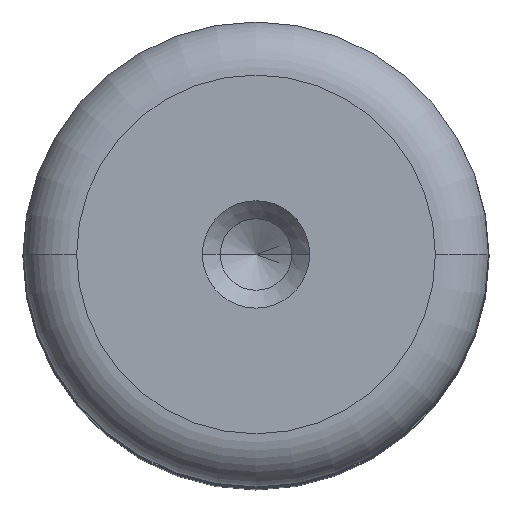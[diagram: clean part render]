
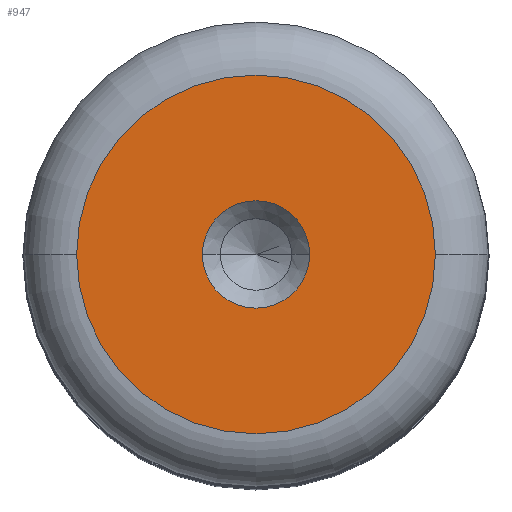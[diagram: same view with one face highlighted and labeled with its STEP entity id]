
A CAD part, top view. The second image highlights one B-rep face of the part: STEP entity #947.
In plain terms, the highlighted planar face has unit normal (0, 0, 1).
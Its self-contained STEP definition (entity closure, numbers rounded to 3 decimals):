
#3 = AXIS2_PLACEMENT_3D ( 'NONE', #1063, #183, #1201 ) ;
#51 = CARTESIAN_POINT ( 'NONE',  ( 0., 0., 40. ) ) ;
#64 = EDGE_LOOP ( 'NONE', ( #125, #1475 ) ) ;
#96 = CARTESIAN_POINT ( 'NONE',  ( 0., 0., 40. ) ) ;
#125 = ORIENTED_EDGE ( 'NONE', *, *, #939, .F. ) ;
#150 = VERTEX_POINT ( 'NONE', #1204 ) ;
#183 = DIRECTION ( 'NONE',  ( 0., 0., 1. ) ) ;
#240 = DIRECTION ( 'NONE',  ( 1., 0., 0. ) ) ;
#268 = DIRECTION ( 'NONE',  ( 0., 0., 1. ) ) ;
#300 = FACE_BOUND ( 'NONE', #64, .T. ) ;
#355 = VERTEX_POINT ( 'NONE', #869 ) ;
#439 = AXIS2_PLACEMENT_3D ( 'NONE', #721, #1737, #864 ) ;
#443 = EDGE_CURVE ( 'NONE', #471, #798, #635, .T. ) ;
#471 = VERTEX_POINT ( 'NONE', #830 ) ;
#589 = EDGE_LOOP ( 'NONE', ( #1582, #775 ) ) ;
#635 = CIRCLE ( 'NONE', #871, 5.011 ) ;
#637 = CIRCLE ( 'NONE', #439, 1.5 ) ;
#721 = CARTESIAN_POINT ( 'NONE',  ( 0., 0., 40. ) ) ;
#722 = FACE_OUTER_BOUND ( 'NONE', #589, .T. ) ;
#746 = CIRCLE ( 'NONE', #3, 5.011 ) ;
#774 = PLANE ( 'NONE',  #1658 ) ;
#775 = ORIENTED_EDGE ( 'NONE', *, *, #1526, .T. ) ;
#798 = VERTEX_POINT ( 'NONE', #1532 ) ;
#830 = CARTESIAN_POINT ( 'NONE',  ( 5.011, 0., 40. ) ) ;
#864 = DIRECTION ( 'NONE',  ( 1., 0., 0. ) ) ;
#869 = CARTESIAN_POINT ( 'NONE',  ( 1.5, 0., 40. ) ) ;
#871 = AXIS2_PLACEMENT_3D ( 'NONE', #96, #1114, #240 ) ;
#920 = DIRECTION ( 'NONE',  ( 1., 0., 0. ) ) ;
#939 = EDGE_CURVE ( 'NONE', #355, #150, #1447, .T. ) ;
#947 = ADVANCED_FACE ( 'NONE', ( #300, #722 ), #774, .T. ) ;
#1063 = CARTESIAN_POINT ( 'NONE',  ( 0., 0., 40. ) ) ;
#1087 = AXIS2_PLACEMENT_3D ( 'NONE', #1138, #268, #1274 ) ;
#1114 = DIRECTION ( 'NONE',  ( 0., 0., 1. ) ) ;
#1138 = CARTESIAN_POINT ( 'NONE',  ( 0., 0., 40. ) ) ;
#1201 = DIRECTION ( 'NONE',  ( 1., 0., 0. ) ) ;
#1204 = CARTESIAN_POINT ( 'NONE',  ( -1.5, 0., 40. ) ) ;
#1272 = EDGE_CURVE ( 'NONE', #150, #355, #637, .T. ) ;
#1274 = DIRECTION ( 'NONE',  ( 1., 0., 0. ) ) ;
#1447 = CIRCLE ( 'NONE', #1087, 1.5 ) ;
#1475 = ORIENTED_EDGE ( 'NONE', *, *, #1272, .F. ) ;
#1526 = EDGE_CURVE ( 'NONE', #798, #471, #746, .T. ) ;
#1532 = CARTESIAN_POINT ( 'NONE',  ( -5.011, 0., 40. ) ) ;
#1582 = ORIENTED_EDGE ( 'NONE', *, *, #443, .T. ) ;
#1658 = AXIS2_PLACEMENT_3D ( 'NONE', #51, #1795, #920 ) ;
#1737 = DIRECTION ( 'NONE',  ( 0., 0., 1. ) ) ;
#1795 = DIRECTION ( 'NONE',  ( 0., 0., 1. ) ) ;
